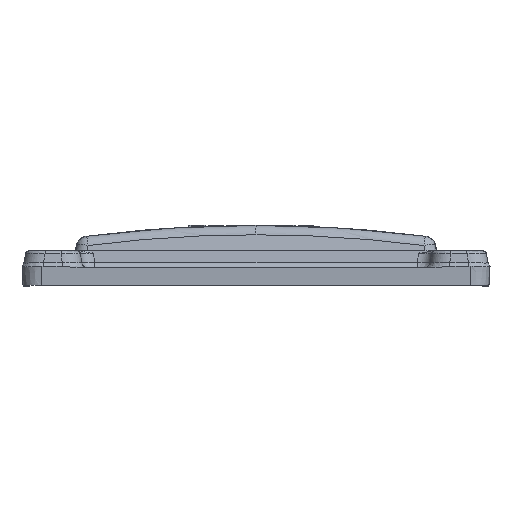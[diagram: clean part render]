
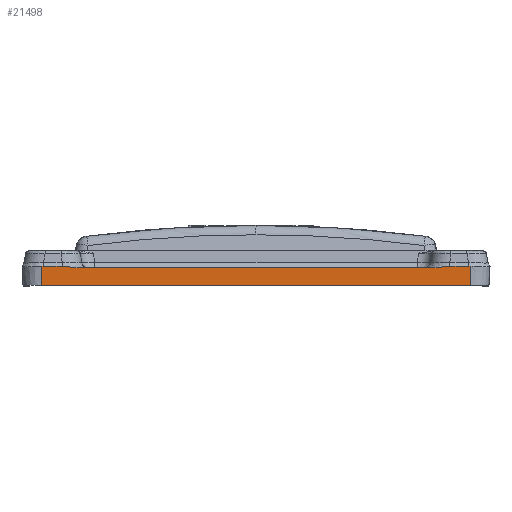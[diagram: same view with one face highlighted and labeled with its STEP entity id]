
A CAD part, front view. The second image highlights one B-rep face of the part: STEP entity #21498.
In plain terms, the highlighted planar face has unit normal (0, -0.999, -0.052).
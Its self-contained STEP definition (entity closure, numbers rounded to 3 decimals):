
#751=DIRECTION('',(1.,0.,0.));
#752=VECTOR('',#751,65.5);
#753=CARTESIAN_POINT('',(-13.75,-35.961,-1.25));
#754=LINE('',#753,#752);
#3715=CARTESIAN_POINT('',(-13.498,-36.114,
1.676));
#3716=CARTESIAN_POINT('',(-13.526,-36.114,
1.676));
#3717=CARTESIAN_POINT('',(-13.582,-36.114,
1.675));
#3718=CARTESIAN_POINT('',(-13.666,-36.114,
1.672));
#3719=CARTESIAN_POINT('',(-13.722,-36.114,
1.669));
#3720=CARTESIAN_POINT('',(-13.75,-36.114,
1.668));
#3744=DIRECTION('',(-1.,0.,0.));
#3745=VECTOR('',#3744,2.885);
#3746=CARTESIAN_POINT('',(-10.613,-36.114,
1.676));
#3747=LINE('',#3746,#3745);
#3804=CARTESIAN_POINT('',(-8.348,-36.1,
1.4));
#3805=CARTESIAN_POINT('',(-8.613,-36.1,
1.4));
#3806=CARTESIAN_POINT('',(-9.132,-36.103,
1.466));
#3807=CARTESIAN_POINT('',(-9.895,-36.112,
1.626));
#3808=CARTESIAN_POINT('',(-10.377,-36.114,
1.676));
#3809=CARTESIAN_POINT('',(-10.613,-36.114,
1.676));
#3995=CARTESIAN_POINT('',(48.613,-36.114,1.676));
#3996=CARTESIAN_POINT('',(48.377,-36.114,1.676));
#3997=CARTESIAN_POINT('',(47.895,-36.112,1.625));
#3998=CARTESIAN_POINT('',(47.133,-36.103,1.466));
#3999=CARTESIAN_POINT('',(46.613,-36.1,1.4));
#4000=CARTESIAN_POINT('',(46.348,-36.1,1.4));
#4008=CARTESIAN_POINT('',(46.348,-36.1,1.4));
#4010=CARTESIAN_POINT('',(-8.348,-36.1,
1.4));
#4046=DIRECTION('',(1.,0.,0.));
#4047=VECTOR('',#4046,54.697);
#4048=CARTESIAN_POINT('',(-8.348,-36.1,
1.4));
#4049=LINE('',#4048,#4047);
#4054=DIRECTION('',(-1.,0.,0.));
#4055=VECTOR('',#4054,2.885);
#4056=CARTESIAN_POINT('',(51.498,-36.114,1.676));
#4057=LINE('',#4056,#4055);
#4158=CARTESIAN_POINT('',(51.75,-36.114,1.668));
#4159=CARTESIAN_POINT('',(51.722,-36.114,1.669));
#4160=CARTESIAN_POINT('',(51.666,-36.114,1.672));
#4161=CARTESIAN_POINT('',(51.582,-36.114,1.675));
#4162=CARTESIAN_POINT('',(51.526,-36.114,1.676));
#4163=CARTESIAN_POINT('',(51.498,-36.114,1.676));
#4300=DIRECTION('',(0.,-0.052,0.999));
#4301=VECTOR('',#4300,2.922);
#4302=CARTESIAN_POINT('',(51.75,-35.961,-1.25));
#4303=LINE('',#4302,#4301);
#4326=DIRECTION('',(0.,0.052,-0.999));
#4327=VECTOR('',#4326,2.922);
#4328=CARTESIAN_POINT('',(-13.75,-36.114,
1.668));
#4329=LINE('',#4328,#4327);
#11985=CARTESIAN_POINT('',(-13.75,-35.961,-1.25));
#11986=VERTEX_POINT('',#11985);
#11987=CARTESIAN_POINT('',(51.75,-35.961,-1.25));
#11988=VERTEX_POINT('',#11987);
#12356=CARTESIAN_POINT('',(-13.498,-36.114,
1.676));
#12357=VERTEX_POINT('',#12356);
#12358=VERTEX_POINT('',#3720);
#12362=CARTESIAN_POINT('',(-10.613,-36.114,
1.676));
#12363=VERTEX_POINT('',#12362);
#12370=VERTEX_POINT('',#4010);
#12397=VERTEX_POINT('',#4008);
#12399=CARTESIAN_POINT('',(48.613,-36.114,
1.676));
#12400=VERTEX_POINT('',#12399);
#12404=CARTESIAN_POINT('',(51.498,-36.114,
1.676));
#12405=VERTEX_POINT('',#12404);
#12406=VERTEX_POINT('',#4158);
#21477=CARTESIAN_POINT('',(-20.353,-36.1,1.4));
#21478=DIRECTION('',(0.,-0.999,-0.052));
#21479=DIRECTION('',(1.,0.,0.));
#21480=AXIS2_PLACEMENT_3D('',#21477,#21478,#21479);
#21481=PLANE('',#21480);
#21482=ORIENTED_EDGE('',*,*,#21463,.T.);
#21483=ORIENTED_EDGE('',*,*,#21452,.F.);
#21485=ORIENTED_EDGE('',*,*,#21484,.F.);
#21487=ORIENTED_EDGE('',*,*,#21486,.F.);
#21489=ORIENTED_EDGE('',*,*,#21488,.F.);
#21490=ORIENTED_EDGE('',*,*,#15136,.F.);
#21492=ORIENTED_EDGE('',*,*,#21491,.F.);
#21493=ORIENTED_EDGE('',*,*,#20818,.F.);
#21494=ORIENTED_EDGE('',*,*,#20837,.F.);
#21495=ORIENTED_EDGE('',*,*,#20984,.F.);
#21496=EDGE_LOOP('',(#21482,#21483,#21485,#21487,#21489,#21490,#21492,#21493,
#21494,#21495));
#21497=FACE_OUTER_BOUND('',#21496,.F.);
#21498=ADVANCED_FACE('',(#21497),#21481,.T.);
#3721=B_SPLINE_CURVE_WITH_KNOTS('',3,(#3715,#3716,#3717,#3718,#3719,#3720),
.UNSPECIFIED.,.F.,.F.,(4,1,1,4),(0.,0.333,0.667,1.),
.UNSPECIFIED.);
#3810=B_SPLINE_CURVE_WITH_KNOTS('',3,(#3804,#3805,#3806,#3807,#3808,#3809),
.UNSPECIFIED.,.F.,.F.,(4,1,1,4),(0.,0.333,0.667,1.),
.UNSPECIFIED.);
#4001=B_SPLINE_CURVE_WITH_KNOTS('',3,(#3995,#3996,#3997,#3998,#3999,#4000),
.UNSPECIFIED.,.F.,.F.,(4,1,1,4),(0.,0.333,0.667,1.),
.UNSPECIFIED.);
#4164=B_SPLINE_CURVE_WITH_KNOTS('',3,(#4158,#4159,#4160,#4161,#4162,#4163),
.UNSPECIFIED.,.F.,.F.,(4,1,1,4),(0.,0.333,0.667,1.),
.UNSPECIFIED.);
#15136=EDGE_CURVE('',#11986,#11988,#754,.T.);
#20818=EDGE_CURVE('',#12357,#12358,#3721,.T.);
#20837=EDGE_CURVE('',#12363,#12357,#3747,.T.);
#20984=EDGE_CURVE('',#12370,#12363,#3810,.T.);
#21452=EDGE_CURVE('',#12400,#12397,#4001,.T.);
#21463=EDGE_CURVE('',#12370,#12397,#4049,.T.);
#21484=EDGE_CURVE('',#12405,#12400,#4057,.T.);
#21486=EDGE_CURVE('',#12406,#12405,#4164,.T.);
#21488=EDGE_CURVE('',#11988,#12406,#4303,.T.);
#21491=EDGE_CURVE('',#12358,#11986,#4329,.T.);
